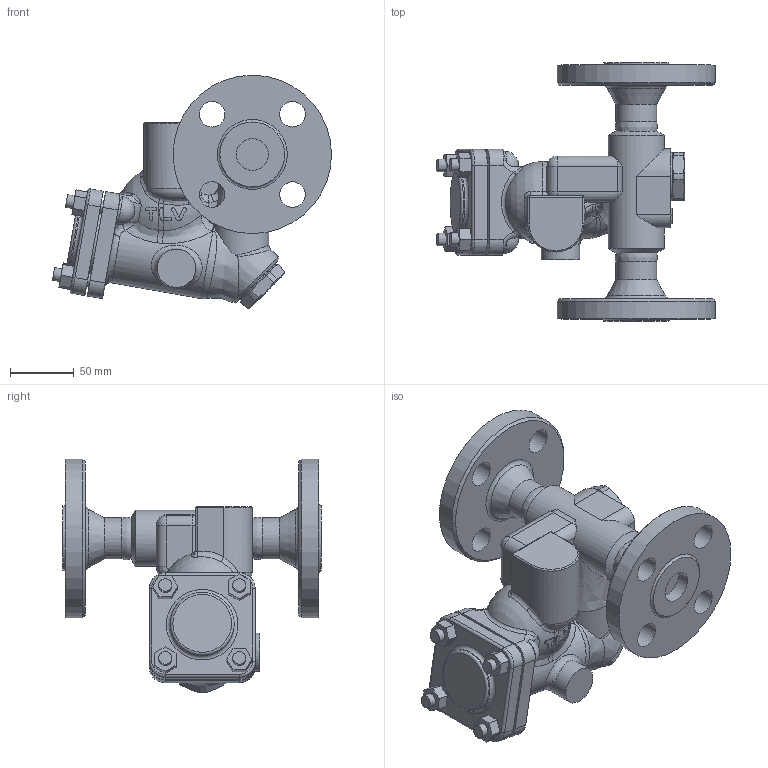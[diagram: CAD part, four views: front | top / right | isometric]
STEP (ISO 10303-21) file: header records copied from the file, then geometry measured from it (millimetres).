
FILE_DESCRIPTION(/* description */ (''),/* implementation_level */ '2;1');
FILE_NAME(/* name */ 'sh3nl-025-a0300-00.stp',/* time_stamp */ '2016-06-22T15:33:29+09:00',/* author */ ('nakaot'),/* organization */ (''),/* preprocessor_version */ 'ST-DEVELOPER v15.6',/* originating_system */ 'Autodesk Inventor 2015',/* authorisation */ '');
FILE_SCHEMA (('CONFIG_CONTROL_DESIGN'));
Length unit declared in the file: millimetre
Products named in the file (1): sh3nl-025-a0300-00
Bounding box: 218.46 x 202 x 182.82 mm (x, y, z)
Volume: 1433084.5 mm3; surface area: 167712.7 mm2
Topology: 1 solids, 3 shells, 318 faces, 803 edges, 513 vertices
Faces by surface type: plane 124, cylinder 99, bspline 46, torus 26, sphere 13, cone 10
Full cylindrical faces by diameter (mm): 10 x8, 12 x4, 20 x8, 24 x2, 25 x2, 30 x1, 32 x2, 38 x2, 44 x1, 50 x1, 50.8 x1, 53.192 x1, 124 x2
Entity records: 11752 total; most frequent: CARTESIAN_POINT 4762, ORIENTED_EDGE 1440, DIRECTION 1344, EDGE_CURVE 720, AXIS2_PLACEMENT_3D 548, VERTEX_POINT 488, EDGE_LOOP 422, FACE_OUTER_BOUND 318
